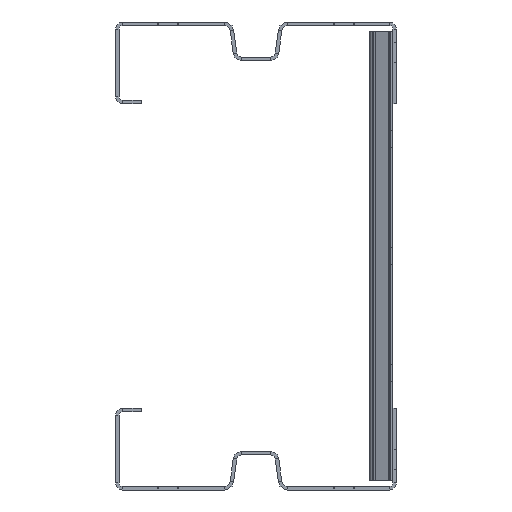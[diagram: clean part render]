
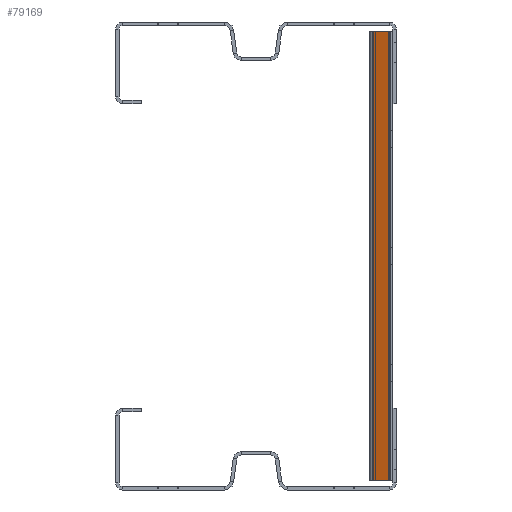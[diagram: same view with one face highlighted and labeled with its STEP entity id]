
A CAD part, left-side view. The second image highlights one B-rep face of the part: STEP entity #79169.
In plain terms, the highlighted planar face has unit normal (-0.94, 0.342, 0).
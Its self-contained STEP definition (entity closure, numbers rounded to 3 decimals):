
#53368=DIRECTION('',(0.,0.,1.));
#53369=VECTOR('',#53368,192.);
#53370=CARTESIAN_POINT('',(-1410.464,1.858,-96.));
#53371=LINE('',#53370,#53369);
#53376=DIRECTION('',(0.,0.,1.));
#53377=VECTOR('',#53376,192.);
#53378=CARTESIAN_POINT('',(-1408.027,8.552,-96.));
#53379=LINE('',#53378,#53377);
#56516=DIRECTION('',(-0.342,-0.94,0.));
#56517=VECTOR('',#56516,7.124);
#56518=CARTESIAN_POINT('',(-1408.027,8.552,-96.));
#56519=LINE('',#56518,#56517);
#56554=DIRECTION('',(-0.342,-0.94,0.));
#56555=VECTOR('',#56554,7.124);
#56556=CARTESIAN_POINT('',(-1408.027,8.552,96.));
#56557=LINE('',#56556,#56555);
#64152=CARTESIAN_POINT('',(-1408.027,8.552,-96.));
#64153=VERTEX_POINT('',#64152);
#64154=CARTESIAN_POINT('',(-1410.464,1.858,-96.));
#64155=VERTEX_POINT('',#64154);
#67744=CARTESIAN_POINT('',(-1408.027,8.552,96.));
#67745=VERTEX_POINT('',#67744);
#67746=CARTESIAN_POINT('',(-1410.464,1.858,96.));
#67747=VERTEX_POINT('',#67746);
#79155=CARTESIAN_POINT('',(-1408.027,8.552,-305.));
#79156=DIRECTION('',(-0.94,0.342,0.));
#79157=DIRECTION('',(-0.342,-0.94,0.));
#79158=AXIS2_PLACEMENT_3D('',#79155,#79156,#79157);
#79159=PLANE('',#79158);
#79161=ORIENTED_EDGE('',*,*,#79160,.T.);
#79163=ORIENTED_EDGE('',*,*,#79162,.T.);
#79164=ORIENTED_EDGE('',*,*,#79145,.F.);
#79166=ORIENTED_EDGE('',*,*,#79165,.F.);
#79167=EDGE_LOOP('',(#79161,#79163,#79164,#79166));
#79168=FACE_OUTER_BOUND('',#79167,.F.);
#79169=ADVANCED_FACE('',(#79168),#79159,.T.);
#79145=EDGE_CURVE('',#64155,#67747,#53371,.T.);
#79160=EDGE_CURVE('',#64153,#67745,#53379,.T.);
#79162=EDGE_CURVE('',#67745,#67747,#56557,.T.);
#79165=EDGE_CURVE('',#64153,#64155,#56519,.T.);
